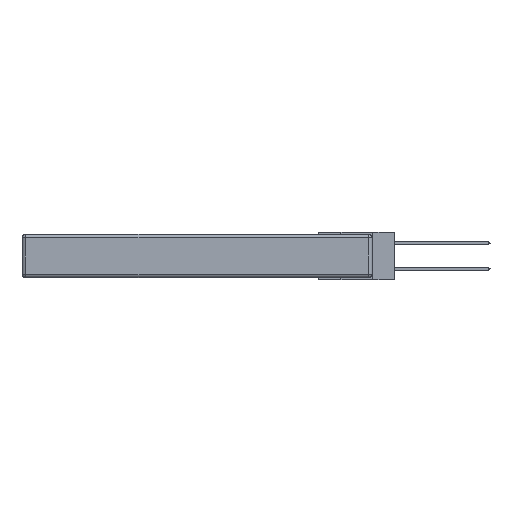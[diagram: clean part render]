
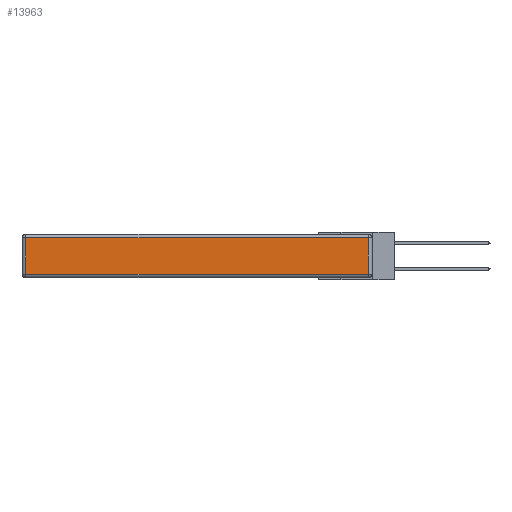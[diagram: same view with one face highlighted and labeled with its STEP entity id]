
A CAD part, left-side view. The second image highlights one B-rep face of the part: STEP entity #13963.
In plain terms, the highlighted planar face has unit normal (-1, 0, 0).
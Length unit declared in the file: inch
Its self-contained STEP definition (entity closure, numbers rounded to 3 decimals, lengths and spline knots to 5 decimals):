
#163 = LINE ( 'NONE', #25428, #12266 ) ;
#345 = DIRECTION ( 'NONE',  ( 0., 0., -1. ) ) ;
#1591 = CARTESIAN_POINT ( 'NONE',  ( 0., 0.03, -0.343 ) ) ;
#2678 = CARTESIAN_POINT ( 'NONE',  ( 0., 2.72, -0.03 ) ) ;
#3685 = ORIENTED_EDGE ( 'NONE', *, *, #5113, .T. ) ;
#3773 = VERTEX_POINT ( 'NONE', #17564 ) ;
#3959 = EDGE_LOOP ( 'NONE', ( #12280, #3685, #6581, #14952 ) ) ;
#4711 = VERTEX_POINT ( 'NONE', #30615 ) ;
#5113 = EDGE_CURVE ( 'NONE', #3773, #4711, #26306, .T. ) ;
#5688 = DIRECTION ( 'NONE',  ( 0., 1., 0. ) ) ;
#5758 = CARTESIAN_POINT ( 'NONE',  ( 0., 2.72, -0.313 ) ) ;
#6581 = ORIENTED_EDGE ( 'NONE', *, *, #9824, .T. ) ;
#7354 = CARTESIAN_POINT ( 'NONE',  ( 0., 0., -0.343 ) ) ;
#9824 = EDGE_CURVE ( 'NONE', #4711, #18161, #27954, .T. ) ;
#12266 = VECTOR ( 'NONE', #13694, 39.37008 ) ;
#12280 = ORIENTED_EDGE ( 'NONE', *, *, #21282, .T. ) ;
#13694 = DIRECTION ( 'NONE',  ( 0., -1., 0. ) ) ;
#13963 = ADVANCED_FACE ( 'NONE', ( #26869 ), #29106, .T. ) ;
#14616 = DIRECTION ( 'NONE',  ( 0., 0., 1. ) ) ;
#14793 = AXIS2_PLACEMENT_3D ( 'NONE', #7354, #19404, #14616 ) ;
#14952 = ORIENTED_EDGE ( 'NONE', *, *, #29468, .T. ) ;
#17564 = CARTESIAN_POINT ( 'NONE',  ( 0., 0.03, -0.313 ) ) ;
#18161 = VERTEX_POINT ( 'NONE', #2678 ) ;
#18379 = VECTOR ( 'NONE', #20790, 39.37008 ) ;
#19404 = DIRECTION ( 'NONE',  ( -1., 0., 0. ) ) ;
#20342 = LINE ( 'NONE', #20797, #24096 ) ;
#20790 = DIRECTION ( 'NONE',  ( 0., 0., 1. ) ) ;
#20797 = CARTESIAN_POINT ( 'NONE',  ( 0., 2.72, -0.343 ) ) ;
#21282 = EDGE_CURVE ( 'NONE', #22906, #3773, #163, .T. ) ;
#22906 = VERTEX_POINT ( 'NONE', #5758 ) ;
#24096 = VECTOR ( 'NONE', #345, 39.37008 ) ;
#25428 = CARTESIAN_POINT ( 'NONE',  ( 0., 0., -0.313 ) ) ;
#26306 = LINE ( 'NONE', #1591, #18379 ) ;
#26561 = CARTESIAN_POINT ( 'NONE',  ( 0., 2.75, -0.03 ) ) ;
#26869 = FACE_OUTER_BOUND ( 'NONE', #3959, .T. ) ;
#27954 = LINE ( 'NONE', #26561, #29062 ) ;
#29062 = VECTOR ( 'NONE', #5688, 39.37008 ) ;
#29106 = PLANE ( 'NONE',  #14793 ) ;
#29468 = EDGE_CURVE ( 'NONE', #18161, #22906, #20342, .T. ) ;
#30615 = CARTESIAN_POINT ( 'NONE',  ( 0., 0.03, -0.03 ) ) ;
